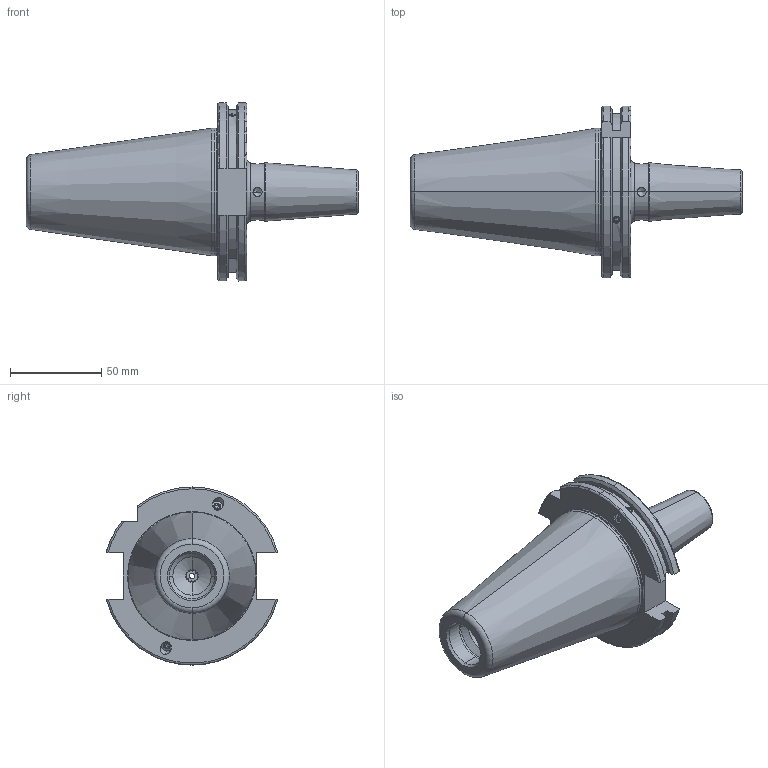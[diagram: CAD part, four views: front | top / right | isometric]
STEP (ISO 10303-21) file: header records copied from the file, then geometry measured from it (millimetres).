
FILE_DESCRIPTION (( 'STEP AP214' ), '1' );
FILE_NAME ('F1S509H-SFC10080.STEP', '2024-08-31T11:44:02', ( '' ), ( '' ), 'SwSTEP 2.0', 'SolidWorks 2024', '' );
FILE_SCHEMA (( 'AUTOMOTIVE_DESIGN' ));
Length unit declared in the file: millimetre
Products named in the file (5): F1S509H-SFC10080; SK50SFC10080FWW; SCWM8X1; GS-M4X4-COATING_DIN 913 - M4 x 4-N; GS-M4X4_DIN 913 - M4 x 4-N
Assembly tree (6 placements, depth 2):
  F1S509H-SFC10080
    SK50SFC10080FWW
    GS-M4X4_DIN 913 - M4 x 4-N  x2
    GS-M4X4-COATING_DIN 913 - M4 x 4-N  x2
    SCWM8X1
Bounding box: 181.75 x 94.05 x 97.5 mm (x, y, z)
Volume: 359309.8 mm3; surface area: 52958.7 mm2
Topology: 6 solids, 6 shells, 296 faces, 737 edges, 459 vertices
Faces by surface type: cone 106, cylinder 91, plane 81, torus 18
Entity records: 7704 total; most frequent: CARTESIAN_POINT 2017, DIRECTION 1224, ORIENTED_EDGE 1130, EDGE_CURVE 565, AXIS2_PLACEMENT_3D 486, VERTEX_POINT 357, EDGE_LOOP 252, LINE 252
